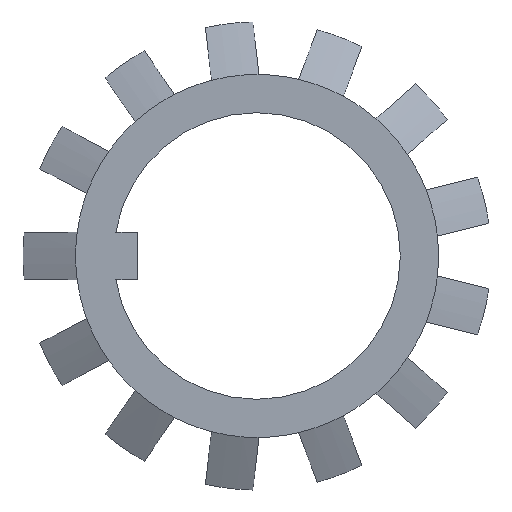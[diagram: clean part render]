
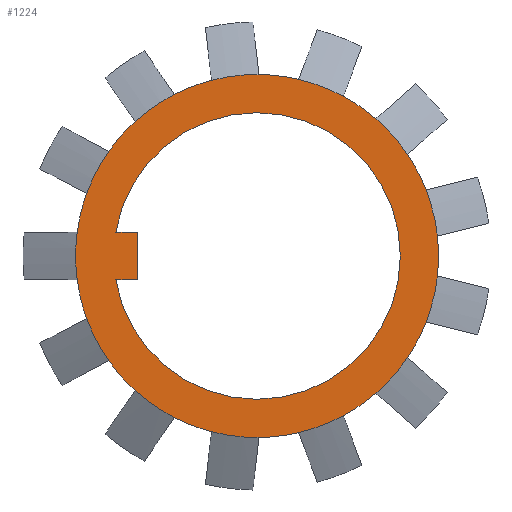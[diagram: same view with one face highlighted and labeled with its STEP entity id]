
A CAD part, left-side view. The second image highlights one B-rep face of the part: STEP entity #1224.
In plain terms, the highlighted planar face has unit normal (-1, 0, 0).
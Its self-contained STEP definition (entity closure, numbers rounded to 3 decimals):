
#120=FACE_BOUND('',#290,.T.);
#122=CIRCLE('',#1323,19.);
#123=CIRCLE('',#1324,19.);
#124=CIRCLE('',#1325,19.);
#125=CIRCLE('',#1326,19.);
#126=CIRCLE('',#1327,19.);
#127=CIRCLE('',#1328,19.);
#128=CIRCLE('',#1329,19.);
#129=CIRCLE('',#1330,19.);
#130=CIRCLE('',#1331,19.);
#131=CIRCLE('',#1332,19.);
#132=CIRCLE('',#1333,19.);
#133=CIRCLE('',#1334,19.);
#134=CIRCLE('',#1335,19.);
#135=CIRCLE('',#1336,19.);
#136=CIRCLE('',#1337,19.);
#137=CIRCLE('',#1338,19.);
#138=CIRCLE('',#1339,19.);
#139=CIRCLE('',#1340,19.);
#140=CIRCLE('',#1341,19.);
#141=CIRCLE('',#1342,19.);
#142=CIRCLE('',#1343,19.);
#143=CIRCLE('',#1344,19.);
#144=CIRCLE('',#1345,19.);
#145=CIRCLE('',#1346,19.);
#146=CIRCLE('',#1347,19.);
#147=CIRCLE('',#1348,19.);
#148=CIRCLE('',#1349,15.);
#205=FACE_OUTER_BOUND('',#289,.T.);
#289=EDGE_LOOP('',(#814,#815,#816,#817,#818,#819,#820,#821,#822,#823,#824,
#825,#826,#827,#828,#829,#830,#831,#832,#833,#834,#835,#836,#837,#838,#839));
#290=EDGE_LOOP('',(#840,#841,#842,#843));
#375=LINE('',#1884,#437);
#376=LINE('',#1887,#438);
#380=LINE('',#1895,#442);
#437=VECTOR('',#1490,10.);
#438=VECTOR('',#1493,10.);
#442=VECTOR('',#1499,10.);
#497=VERTEX_POINT('',#1878);
#499=VERTEX_POINT('',#1882);
#500=VERTEX_POINT('',#1886);
#502=VERTEX_POINT('',#1892);
#504=VERTEX_POINT('',#1898);
#505=VERTEX_POINT('',#1899);
#506=VERTEX_POINT('',#1901);
#507=VERTEX_POINT('',#1903);
#508=VERTEX_POINT('',#1905);
#509=VERTEX_POINT('',#1907);
#510=VERTEX_POINT('',#1909);
#511=VERTEX_POINT('',#1911);
#512=VERTEX_POINT('',#1913);
#513=VERTEX_POINT('',#1915);
#514=VERTEX_POINT('',#1917);
#515=VERTEX_POINT('',#1919);
#516=VERTEX_POINT('',#1921);
#517=VERTEX_POINT('',#1923);
#518=VERTEX_POINT('',#1925);
#519=VERTEX_POINT('',#1927);
#520=VERTEX_POINT('',#1929);
#521=VERTEX_POINT('',#1931);
#522=VERTEX_POINT('',#1933);
#523=VERTEX_POINT('',#1935);
#524=VERTEX_POINT('',#1937);
#525=VERTEX_POINT('',#1939);
#526=VERTEX_POINT('',#1941);
#527=VERTEX_POINT('',#1943);
#528=VERTEX_POINT('',#1945);
#529=VERTEX_POINT('',#1947);
#611=EDGE_CURVE('',#499,#497,#375,.T.);
#612=EDGE_CURVE('',#500,#499,#376,.T.);
#616=EDGE_CURVE('',#502,#500,#380,.T.);
#618=EDGE_CURVE('',#504,#505,#122,.T.);
#619=EDGE_CURVE('',#506,#504,#123,.T.);
#620=EDGE_CURVE('',#507,#506,#124,.T.);
#621=EDGE_CURVE('',#508,#507,#125,.T.);
#622=EDGE_CURVE('',#509,#508,#126,.T.);
#623=EDGE_CURVE('',#510,#509,#127,.T.);
#624=EDGE_CURVE('',#511,#510,#128,.T.);
#625=EDGE_CURVE('',#512,#511,#129,.T.);
#626=EDGE_CURVE('',#513,#512,#130,.T.);
#627=EDGE_CURVE('',#514,#513,#131,.T.);
#628=EDGE_CURVE('',#515,#514,#132,.T.);
#629=EDGE_CURVE('',#516,#515,#133,.T.);
#630=EDGE_CURVE('',#517,#516,#134,.T.);
#631=EDGE_CURVE('',#518,#517,#135,.T.);
#632=EDGE_CURVE('',#519,#518,#136,.T.);
#633=EDGE_CURVE('',#520,#519,#137,.T.);
#634=EDGE_CURVE('',#521,#520,#138,.T.);
#635=EDGE_CURVE('',#522,#521,#139,.T.);
#636=EDGE_CURVE('',#523,#522,#140,.T.);
#637=EDGE_CURVE('',#524,#523,#141,.T.);
#638=EDGE_CURVE('',#525,#524,#142,.T.);
#639=EDGE_CURVE('',#526,#525,#143,.T.);
#640=EDGE_CURVE('',#527,#526,#144,.T.);
#641=EDGE_CURVE('',#528,#527,#145,.T.);
#642=EDGE_CURVE('',#529,#528,#146,.T.);
#643=EDGE_CURVE('',#505,#529,#147,.T.);
#644=EDGE_CURVE('',#502,#497,#148,.T.);
#814=ORIENTED_EDGE('',*,*,#618,.F.);
#815=ORIENTED_EDGE('',*,*,#619,.F.);
#816=ORIENTED_EDGE('',*,*,#620,.F.);
#817=ORIENTED_EDGE('',*,*,#621,.F.);
#818=ORIENTED_EDGE('',*,*,#622,.F.);
#819=ORIENTED_EDGE('',*,*,#623,.F.);
#820=ORIENTED_EDGE('',*,*,#624,.F.);
#821=ORIENTED_EDGE('',*,*,#625,.F.);
#822=ORIENTED_EDGE('',*,*,#626,.F.);
#823=ORIENTED_EDGE('',*,*,#627,.F.);
#824=ORIENTED_EDGE('',*,*,#628,.F.);
#825=ORIENTED_EDGE('',*,*,#629,.F.);
#826=ORIENTED_EDGE('',*,*,#630,.F.);
#827=ORIENTED_EDGE('',*,*,#631,.F.);
#828=ORIENTED_EDGE('',*,*,#632,.F.);
#829=ORIENTED_EDGE('',*,*,#633,.F.);
#830=ORIENTED_EDGE('',*,*,#634,.F.);
#831=ORIENTED_EDGE('',*,*,#635,.F.);
#832=ORIENTED_EDGE('',*,*,#636,.F.);
#833=ORIENTED_EDGE('',*,*,#637,.F.);
#834=ORIENTED_EDGE('',*,*,#638,.F.);
#835=ORIENTED_EDGE('',*,*,#639,.F.);
#836=ORIENTED_EDGE('',*,*,#640,.F.);
#837=ORIENTED_EDGE('',*,*,#641,.F.);
#838=ORIENTED_EDGE('',*,*,#642,.F.);
#839=ORIENTED_EDGE('',*,*,#643,.F.);
#840=ORIENTED_EDGE('',*,*,#611,.F.);
#841=ORIENTED_EDGE('',*,*,#612,.F.);
#842=ORIENTED_EDGE('',*,*,#616,.F.);
#843=ORIENTED_EDGE('',*,*,#644,.T.);
#1193=PLANE('',#1322);
#1224=ADVANCED_FACE('',(#205,#120),#1193,.T.);
#1322=AXIS2_PLACEMENT_3D('',#1897,#1501,#1502);
#1323=AXIS2_PLACEMENT_3D('',#1900,#1503,#1504);
#1324=AXIS2_PLACEMENT_3D('',#1902,#1505,#1506);
#1325=AXIS2_PLACEMENT_3D('',#1904,#1507,#1508);
#1326=AXIS2_PLACEMENT_3D('',#1906,#1509,#1510);
#1327=AXIS2_PLACEMENT_3D('',#1908,#1511,#1512);
#1328=AXIS2_PLACEMENT_3D('',#1910,#1513,#1514);
#1329=AXIS2_PLACEMENT_3D('',#1912,#1515,#1516);
#1330=AXIS2_PLACEMENT_3D('',#1914,#1517,#1518);
#1331=AXIS2_PLACEMENT_3D('',#1916,#1519,#1520);
#1332=AXIS2_PLACEMENT_3D('',#1918,#1521,#1522);
#1333=AXIS2_PLACEMENT_3D('',#1920,#1523,#1524);
#1334=AXIS2_PLACEMENT_3D('',#1922,#1525,#1526);
#1335=AXIS2_PLACEMENT_3D('',#1924,#1527,#1528);
#1336=AXIS2_PLACEMENT_3D('',#1926,#1529,#1530);
#1337=AXIS2_PLACEMENT_3D('',#1928,#1531,#1532);
#1338=AXIS2_PLACEMENT_3D('',#1930,#1533,#1534);
#1339=AXIS2_PLACEMENT_3D('',#1932,#1535,#1536);
#1340=AXIS2_PLACEMENT_3D('',#1934,#1537,#1538);
#1341=AXIS2_PLACEMENT_3D('',#1936,#1539,#1540);
#1342=AXIS2_PLACEMENT_3D('',#1938,#1541,#1542);
#1343=AXIS2_PLACEMENT_3D('',#1940,#1543,#1544);
#1344=AXIS2_PLACEMENT_3D('',#1942,#1545,#1546);
#1345=AXIS2_PLACEMENT_3D('',#1944,#1547,#1548);
#1346=AXIS2_PLACEMENT_3D('',#1946,#1549,#1550);
#1347=AXIS2_PLACEMENT_3D('',#1948,#1551,#1552);
#1348=AXIS2_PLACEMENT_3D('',#1949,#1553,#1554);
#1349=AXIS2_PLACEMENT_3D('',#1950,#1555,#1556);
#1490=DIRECTION('',(0.,1.,0.));
#1493=DIRECTION('',(0.,0.,-1.));
#1499=DIRECTION('',(0.,-1.,0.));
#1501=DIRECTION('center_axis',(-1.,0.,0.));
#1502=DIRECTION('ref_axis',(0.,0.,1.));
#1503=DIRECTION('center_axis',(1.,0.,0.));
#1504=DIRECTION('ref_axis',(0.,0.,-1.));
#1505=DIRECTION('center_axis',(1.,0.,0.));
#1506=DIRECTION('ref_axis',(0.,0.,-1.));
#1507=DIRECTION('center_axis',(1.,0.,0.));
#1508=DIRECTION('ref_axis',(0.,0.,-1.));
#1509=DIRECTION('center_axis',(1.,0.,0.));
#1510=DIRECTION('ref_axis',(0.,0.,-1.));
#1511=DIRECTION('center_axis',(1.,0.,0.));
#1512=DIRECTION('ref_axis',(0.,0.,-1.));
#1513=DIRECTION('center_axis',(1.,0.,0.));
#1514=DIRECTION('ref_axis',(0.,0.,-1.));
#1515=DIRECTION('center_axis',(1.,0.,0.));
#1516=DIRECTION('ref_axis',(0.,0.,-1.));
#1517=DIRECTION('center_axis',(1.,0.,0.));
#1518=DIRECTION('ref_axis',(0.,0.,-1.));
#1519=DIRECTION('center_axis',(1.,0.,0.));
#1520=DIRECTION('ref_axis',(0.,0.,-1.));
#1521=DIRECTION('center_axis',(1.,0.,0.));
#1522=DIRECTION('ref_axis',(0.,0.,-1.));
#1523=DIRECTION('center_axis',(1.,0.,0.));
#1524=DIRECTION('ref_axis',(0.,0.,-1.));
#1525=DIRECTION('center_axis',(1.,0.,0.));
#1526=DIRECTION('ref_axis',(0.,0.,-1.));
#1527=DIRECTION('center_axis',(1.,0.,0.));
#1528=DIRECTION('ref_axis',(0.,0.,-1.));
#1529=DIRECTION('center_axis',(1.,0.,0.));
#1530=DIRECTION('ref_axis',(0.,0.,-1.));
#1531=DIRECTION('center_axis',(1.,0.,0.));
#1532=DIRECTION('ref_axis',(0.,0.,-1.));
#1533=DIRECTION('center_axis',(1.,0.,0.));
#1534=DIRECTION('ref_axis',(0.,0.,-1.));
#1535=DIRECTION('center_axis',(1.,0.,0.));
#1536=DIRECTION('ref_axis',(0.,0.,-1.));
#1537=DIRECTION('center_axis',(1.,0.,0.));
#1538=DIRECTION('ref_axis',(0.,0.,-1.));
#1539=DIRECTION('center_axis',(1.,0.,0.));
#1540=DIRECTION('ref_axis',(0.,0.,-1.));
#1541=DIRECTION('center_axis',(1.,0.,0.));
#1542=DIRECTION('ref_axis',(0.,0.,-1.));
#1543=DIRECTION('center_axis',(1.,0.,0.));
#1544=DIRECTION('ref_axis',(0.,0.,-1.));
#1545=DIRECTION('center_axis',(1.,0.,0.));
#1546=DIRECTION('ref_axis',(0.,0.,-1.));
#1547=DIRECTION('center_axis',(1.,0.,0.));
#1548=DIRECTION('ref_axis',(0.,0.,-1.));
#1549=DIRECTION('center_axis',(1.,0.,0.));
#1550=DIRECTION('ref_axis',(0.,0.,-1.));
#1551=DIRECTION('center_axis',(1.,0.,0.));
#1552=DIRECTION('ref_axis',(0.,0.,-1.));
#1553=DIRECTION('center_axis',(1.,0.,0.));
#1554=DIRECTION('ref_axis',(0.,0.,-1.));
#1555=DIRECTION('center_axis',(1.,0.,0.));
#1556=DIRECTION('ref_axis',(0.,0.,-1.));
#1878=CARTESIAN_POINT('',(0.,14.79,-2.5));
#1882=CARTESIAN_POINT('',(0.,12.5,-2.5));
#1884=CARTESIAN_POINT('',(0.,12.5,-2.5));
#1886=CARTESIAN_POINT('',(0.,12.5,2.5));
#1887=CARTESIAN_POINT('',(0.,12.5,2.5));
#1892=CARTESIAN_POINT('',(0.,14.79,2.5));
#1895=CARTESIAN_POINT('',(0.,16.25,2.5));
#1897=CARTESIAN_POINT('Origin',(0.,19.,0.));
#1898=CARTESIAN_POINT('',(0.,18.835,-2.5));
#1899=CARTESIAN_POINT('',(0.,18.835,2.5));
#1900=CARTESIAN_POINT('Origin',(0.,0.,0.));
#1901=CARTESIAN_POINT('',(0.,17.839,-6.539));
#1902=CARTESIAN_POINT('Origin',(0.,0.,0.));
#1903=CARTESIAN_POINT('',(0.,15.516,-10.967));
#1904=CARTESIAN_POINT('Origin',(0.,0.,0.));
#1905=CARTESIAN_POINT('',(0.,12.757,-14.081));
#1906=CARTESIAN_POINT('Origin',(0.,0.,0.));
#1907=CARTESIAN_POINT('',(0.,8.642,-16.921));
#1908=CARTESIAN_POINT('Origin',(0.,0.,0.));
#1909=CARTESIAN_POINT('',(0.,4.752,-18.396));
#1910=CARTESIAN_POINT('Origin',(0.,0.,0.));
#1911=CARTESIAN_POINT('',(0.,-0.211,-18.999));
#1912=CARTESIAN_POINT('Origin',(0.,0.,0.));
#1913=CARTESIAN_POINT('',(0.,-4.341,-18.497));
#1914=CARTESIAN_POINT('Origin',(0.,0.,0.));
#1915=CARTESIAN_POINT('',(0.,-9.016,-16.724));
#1916=CARTESIAN_POINT('Origin',(0.,0.,0.));
#1917=CARTESIAN_POINT('',(0.,-12.44,-14.361));
#1918=CARTESIAN_POINT('Origin',(0.,0.,0.));
#1919=CARTESIAN_POINT('',(0.,-15.756,-10.619));
#1920=CARTESIAN_POINT('Origin',(0.,0.,0.));
#1921=CARTESIAN_POINT('',(0.,-17.689,-6.935));
#1922=CARTESIAN_POINT('Origin',(0.,0.,0.));
#1923=CARTESIAN_POINT('',(0.,-18.886,-2.08));
#1924=CARTESIAN_POINT('Origin',(0.,0.,0.));
#1925=CARTESIAN_POINT('',(0.,-18.886,2.08));
#1926=CARTESIAN_POINT('Origin',(0.,0.,0.));
#1927=CARTESIAN_POINT('',(0.,-17.689,6.935));
#1928=CARTESIAN_POINT('Origin',(0.,0.,0.));
#1929=CARTESIAN_POINT('',(0.,-15.756,10.619));
#1930=CARTESIAN_POINT('Origin',(0.,0.,0.));
#1931=CARTESIAN_POINT('',(0.,-12.44,14.361));
#1932=CARTESIAN_POINT('Origin',(0.,0.,0.));
#1933=CARTESIAN_POINT('',(0.,-9.016,16.724));
#1934=CARTESIAN_POINT('Origin',(0.,0.,0.));
#1935=CARTESIAN_POINT('',(0.,-4.341,18.497));
#1936=CARTESIAN_POINT('Origin',(0.,0.,0.));
#1937=CARTESIAN_POINT('',(0.,-0.211,18.999));
#1938=CARTESIAN_POINT('Origin',(0.,0.,0.));
#1939=CARTESIAN_POINT('',(0.,4.752,18.396));
#1940=CARTESIAN_POINT('Origin',(0.,0.,0.));
#1941=CARTESIAN_POINT('',(0.,8.642,16.921));
#1942=CARTESIAN_POINT('Origin',(0.,0.,0.));
#1943=CARTESIAN_POINT('',(0.,12.757,14.081));
#1944=CARTESIAN_POINT('Origin',(0.,0.,0.));
#1945=CARTESIAN_POINT('',(0.,15.516,10.967));
#1946=CARTESIAN_POINT('Origin',(0.,0.,0.));
#1947=CARTESIAN_POINT('',(0.,17.839,6.539));
#1948=CARTESIAN_POINT('Origin',(0.,0.,0.));
#1949=CARTESIAN_POINT('Origin',(0.,0.,0.));
#1950=CARTESIAN_POINT('Origin',(0.,0.,0.));
